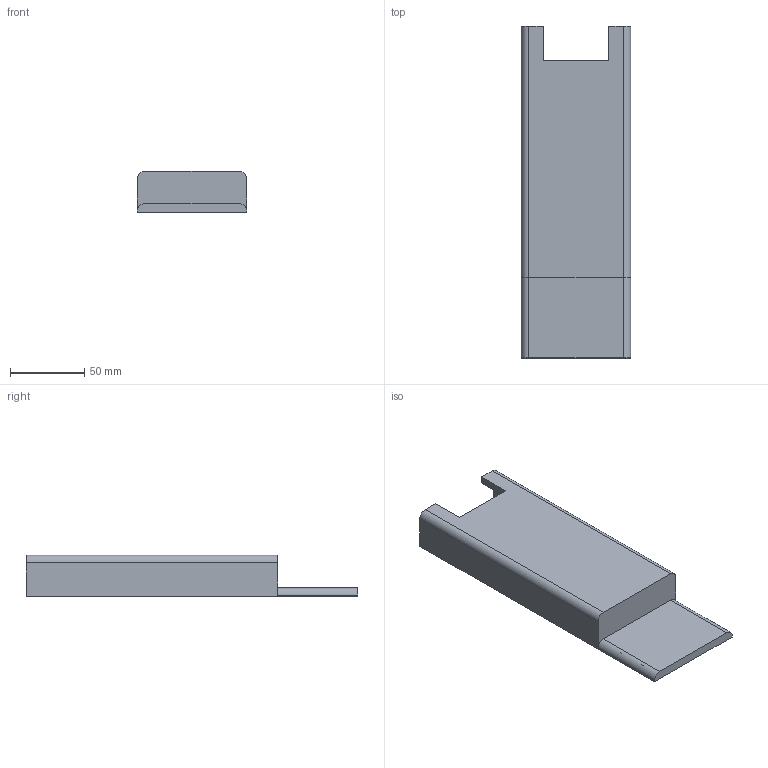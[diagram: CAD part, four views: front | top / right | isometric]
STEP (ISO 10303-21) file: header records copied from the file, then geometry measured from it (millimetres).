
FILE_DESCRIPTION(/* description */ (''),/* implementation_level */ '2;1');
FILE_NAME(/* name */ 'cover^3.stp',/* time_stamp */ '2025-02-28T09:59:54-05:00',/* author */ ('mayhe'),/* organization */ (''),/* preprocessor_version */ 'ST-DEVELOPER v20',/* originating_system */ 'Autodesk Inventor 2025',/* authorisation */ '');
FILE_SCHEMA (('AUTOMOTIVE_DESIGN { 1 0 10303 214 3 1 1 }'));
Length unit declared in the file: millimetre
Products named in the file (1): cover^3
Bounding box: 74 x 224 x 27.83 mm (x, y, z)
Volume: 128546.6 mm3; surface area: 52972.7 mm2
Topology: 1 solids, 1 shells, 50 faces, 108 edges, 72 vertices
Faces by surface type: plane 34, cylinder 16
Full cylindrical faces by diameter (mm): 4.5 x12
Entity records: 1407 total; most frequent: DIRECTION 242, CARTESIAN_POINT 231, ORIENTED_EDGE 216, EDGE_CURVE 108, AXIS2_PLACEMENT_3D 83, LINE 76, VECTOR 76, VERTEX_POINT 72
